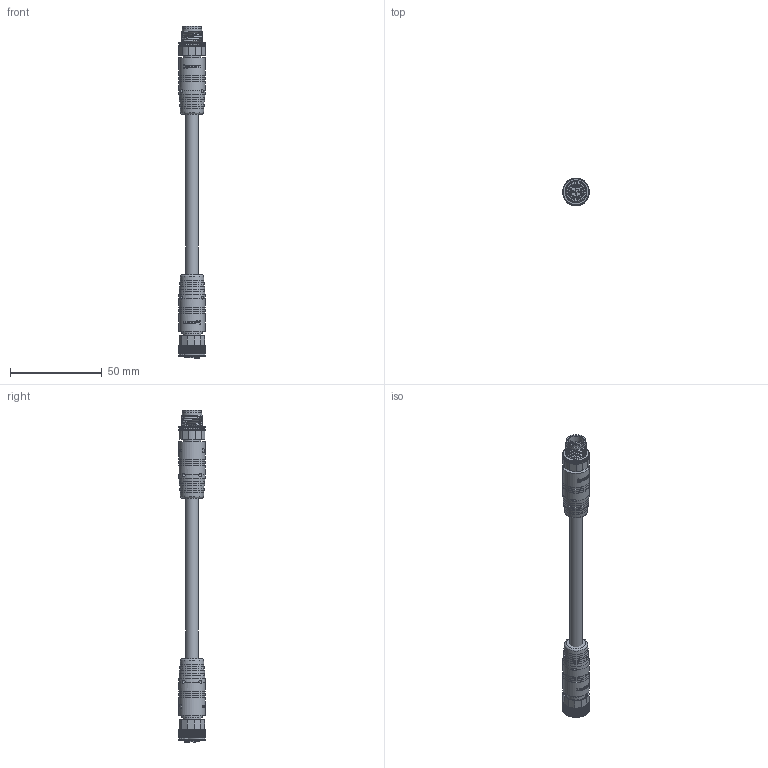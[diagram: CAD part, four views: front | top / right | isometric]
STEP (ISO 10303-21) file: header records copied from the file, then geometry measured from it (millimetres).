
FILE_DESCRIPTION (( 'STEP AP214' ), '1' );
FILE_NAME ('TRG608-T6T.STEP', '2018-04-06T20:03:41', ( '' ), ( '' ), 'SwSTEP 2.0', 'SolidWorks 2017', '' );
FILE_SCHEMA (( 'AUTOMOTIVE_DESIGN' ));
Length unit declared in the file: millimetre
Products named in the file (19): 1AA13-159 -MA4; MTN-950_CODE D; TRG608-T6T; 1AA13-162-MA7; 1AA13-162-MA3_TYPE 2; 1AA13-162; 1AA13-162-MA4; 1AA13-162-MA6; 1AA13-162-MA8; 1AA13-162-MA5; 1AA13-162-MA2; 1AA13-162-MA1; 1AL04-078_L=130MM; 1AA13-159; 1AA13-159 -MA1_Type 2 ; 1AA13-159-MA6; 1AA13-159 -MA5; 1AA13-159 -MA3; 1AA13-159 -MA2
Assembly tree (33 placements, depth 4):
  TRG608-T6T
    MTN-950_CODE D  x2
    1AA13-159
      1AA13-159 -MA5
        1AA13-159 -MA4
        1AA13-159 -MA2
        1AA13-159 -MA3  x8
      1AA13-159-MA6
      1AA13-159 -MA1_Type 2 
    1AL04-078_L=130MM
    1AA13-162
      1AA13-162-MA1
      1AA13-162-MA2
      1AA13-162-MA5  x8
      1AA13-162-MA8
      1AA13-162-MA6
      1AA13-162-MA4
      1AA13-162-MA3_TYPE 2
      1AA13-162-MA7
Bounding box: 14.5 x 14.9 x 181.4 mm (x, y, z)
Volume: 19198.3 mm3; surface area: 19410.6 mm2
Topology: 30 solids, 30 shells, 1981 faces, 5082 edges, 3251 vertices
Faces by surface type: plane 1168, cylinder 476, cone 196, bspline 136, torus 5
Full cylindrical faces by diameter (mm): 0.6 x24, 0.8 x8, 0.9 x16, 1.1 x32, 1.2 x16, 1.5 x8, 6.985 x1, 8 x1, 8.1 x1, 8.3 x1, 8.8 x1, 8.9 x1, 9 x1, 9.25 x1, 9.4 x2, 9.5 x2, 9.7 x2, 9.85 x1, 10 x1, 10.3 x1, 10.4 x1, 10.5 x1, 10.6 x1, 11 x3, 11.2 x9, 11.3 x1, 11.5 x3, 11.6 x1, 12.5 x1, 12.9 x1
Entity records: 53244 total; most frequent: CARTESIAN_POINT 18269, ORIENTED_EDGE 7464, DIRECTION 6307, EDGE_CURVE 3732, VERTEX_POINT 2439, AXIS2_PLACEMENT_3D 2137, VECTOR 2033, LINE 2033
